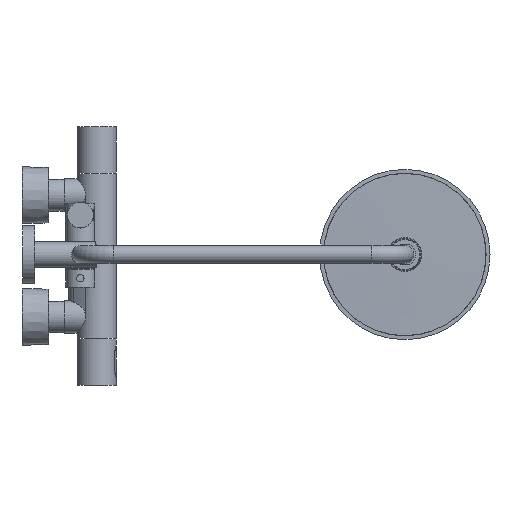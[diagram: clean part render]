
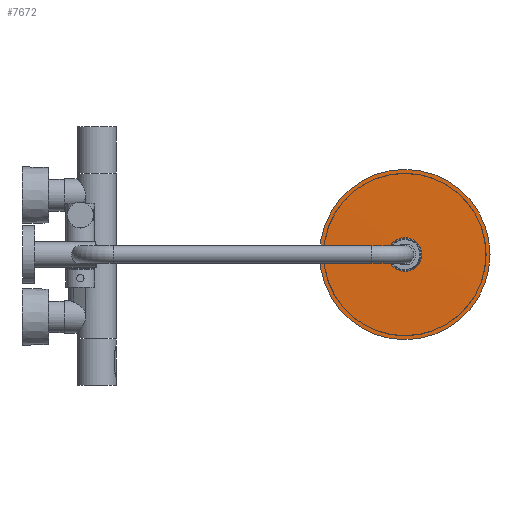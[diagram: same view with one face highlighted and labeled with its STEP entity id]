
A CAD part, top view. The second image highlights one B-rep face of the part: STEP entity #7672.
In plain terms, the highlighted conical face has half-angle 89.342 degrees and reference radius 20.902 mm.
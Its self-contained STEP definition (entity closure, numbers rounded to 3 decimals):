
#1510=CONICAL_SURFACE('',#9843,20.902,1.559);
#2309=ORIENTED_EDGE('',*,*,#3377,.F.);
#2310=ORIENTED_EDGE('',*,*,#3376,.T.);
#3376=EDGE_CURVE('',#4310,#4310,#4902,.T.);
#3377=EDGE_CURVE('',#4311,#4311,#4903,.T.);
#4310=VERTEX_POINT('',#18514);
#4311=VERTEX_POINT('',#18517);
#4902=CIRCLE('',#9842,20.902);
#4903=CIRCLE('',#9844,105.);
#5749=EDGE_LOOP('',(#2309));
#5750=EDGE_LOOP('',(#2310));
#6762=FACE_BOUND('',#5749,.T.);
#6763=FACE_BOUND('',#5750,.T.);
#7672=ADVANCED_FACE('',(#6762,#6763),#1510,.T.);
#9842=AXIS2_PLACEMENT_3D('',#18513,#11328,#11329);
#9843=AXIS2_PLACEMENT_3D('',#18515,#11330,#11331);
#9844=AXIS2_PLACEMENT_3D('',#18516,#11332,#11333);
#11328=DIRECTION('',(0.,0.,-1.));
#11329=DIRECTION('',(-1.,0.,0.));
#11330=DIRECTION('',(0.,0.,-1.));
#11331=DIRECTION('',(-1.,0.,0.));
#11332=DIRECTION('',(0.,0.,-1.));
#11333=DIRECTION('',(-1.,0.,0.));
#18513=CARTESIAN_POINT('',(400.,0.,1023.5));
#18514=CARTESIAN_POINT('',(379.098,0.,1023.5));
#18515=CARTESIAN_POINT('',(400.,0.,1023.5));
#18516=CARTESIAN_POINT('',(400.,0.,1022.534));
#18517=CARTESIAN_POINT('',(295.,0.,1022.534));
